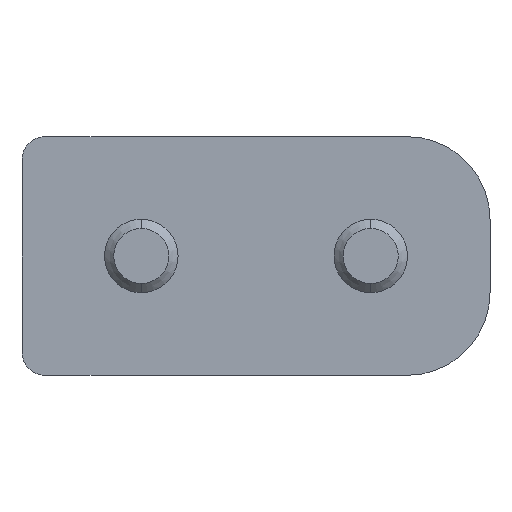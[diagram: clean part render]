
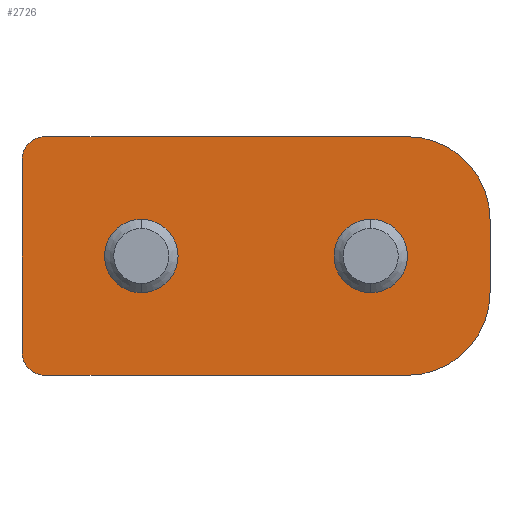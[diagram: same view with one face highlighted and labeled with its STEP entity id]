
A CAD part, front view. The second image highlights one B-rep face of the part: STEP entity #2726.
In plain terms, the highlighted planar face has unit normal (0, -1, 0).
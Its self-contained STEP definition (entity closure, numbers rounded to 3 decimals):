
#117 = CARTESIAN_POINT ( 'NONE',  ( 3.3, 0., 0.8 ) ) ;
#528 = DIRECTION ( 'NONE',  ( 0., 0., -1. ) ) ;
#549 = LINE ( 'NONE', #4431, #9195 ) ;
#581 = DIRECTION ( 'NONE',  ( 0., 0., -1. ) ) ;
#651 = CIRCLE ( 'NONE', #1887, 0.5 ) ;
#735 = CARTESIAN_POINT ( 'NONE',  ( 2.5, 0., 0. ) ) ;
#812 = CARTESIAN_POINT ( 'NONE',  ( 5.1, 0., -2.6 ) ) ;
#1240 = AXIS2_PLACEMENT_3D ( 'NONE', #6090, #4013, #3046 ) ;
#1285 = DIRECTION ( 'NONE',  ( 0., 0., -1. ) ) ;
#1463 = CARTESIAN_POINT ( 'NONE',  ( -5.1, 0., 2.6 ) ) ;
#1554 = DIRECTION ( 'NONE',  ( 0., -1., 0. ) ) ;
#1649 = AXIS2_PLACEMENT_3D ( 'NONE', #735, #1554, #7467 ) ;
#1708 = EDGE_CURVE ( 'NONE', #7592, #11253, #5649, .T. ) ;
#1778 = DIRECTION ( 'NONE',  ( 1., 0., 0. ) ) ;
#1887 = AXIS2_PLACEMENT_3D ( 'NONE', #8213, #4401, #10003 ) ;
#2036 = CARTESIAN_POINT ( 'NONE',  ( 2.5, 0., -0.8 ) ) ;
#2041 = CIRCLE ( 'NONE', #12196, 0.8 ) ;
#2144 = DIRECTION ( 'NONE',  ( 0., -1., 0. ) ) ;
#2208 = VERTEX_POINT ( 'NONE', #3446 ) ;
#2413 = PLANE ( 'NONE',  #8116 ) ;
#2726 = ADVANCED_FACE ( 'NONE', ( #10366, #7495, #11121 ), #2413, .T. ) ;
#2960 = CARTESIAN_POINT ( 'NONE',  ( 3.3, 0., -2.6 ) ) ;
#3016 = VERTEX_POINT ( 'NONE', #3347 ) ;
#3046 = DIRECTION ( 'NONE',  ( 0., 0., -1. ) ) ;
#3198 = EDGE_CURVE ( 'NONE', #2208, #8890, #2041, .T. ) ;
#3263 = AXIS2_PLACEMENT_3D ( 'NONE', #7525, #9252, #528 ) ;
#3347 = CARTESIAN_POINT ( 'NONE',  ( 2.5, 0., 0.8 ) ) ;
#3348 = VECTOR ( 'NONE', #1778, 1000. ) ;
#3439 = DIRECTION ( 'NONE',  ( 0., 0., 1. ) ) ;
#3446 = CARTESIAN_POINT ( 'NONE',  ( -2.5, 0., 0.8 ) ) ;
#3485 = CIRCLE ( 'NONE', #3263, 0.5 ) ;
#3492 = EDGE_CURVE ( 'NONE', #6949, #8970, #9144, .T. ) ;
#3538 = ORIENTED_EDGE ( 'NONE', *, *, #5776, .F. ) ;
#3708 = VECTOR ( 'NONE', #4694, 1000. ) ;
#3925 = EDGE_CURVE ( 'NONE', #3016, #10912, #6905, .T. ) ;
#3997 = DIRECTION ( 'NONE',  ( 0., 0., -1. ) ) ;
#4013 = DIRECTION ( 'NONE',  ( 0., -1., 0. ) ) ;
#4027 = CARTESIAN_POINT ( 'NONE',  ( -2.5, 0., -0.8 ) ) ;
#4089 = CIRCLE ( 'NONE', #1240, 0.8 ) ;
#4381 = DIRECTION ( 'NONE',  ( 0., -1., 0. ) ) ;
#4401 = DIRECTION ( 'NONE',  ( 0., -1., 0. ) ) ;
#4431 = CARTESIAN_POINT ( 'NONE',  ( -5.1, 0., -2.6 ) ) ;
#4605 = ORIENTED_EDGE ( 'NONE', *, *, #8652, .T. ) ;
#4694 = DIRECTION ( 'NONE',  ( 0., 0., -1. ) ) ;
#4744 = EDGE_CURVE ( 'NONE', #12367, #8970, #9540, .T. ) ;
#4849 = VERTEX_POINT ( 'NONE', #7142 ) ;
#5262 = ORIENTED_EDGE ( 'NONE', *, *, #8214, .T. ) ;
#5277 = CARTESIAN_POINT ( 'NONE',  ( 5.1, 0., -0.8 ) ) ;
#5443 = DIRECTION ( 'NONE',  ( -1., 0., 0. ) ) ;
#5545 = CARTESIAN_POINT ( 'NONE',  ( -5.1, 0., -2.1 ) ) ;
#5649 = LINE ( 'NONE', #9547, #3348 ) ;
#5773 = CARTESIAN_POINT ( 'NONE',  ( 3.3, 0., -0.8 ) ) ;
#5776 = EDGE_CURVE ( 'NONE', #6949, #4849, #549, .T. ) ;
#5808 = VECTOR ( 'NONE', #3439, 1000. ) ;
#6090 = CARTESIAN_POINT ( 'NONE',  ( -2.5, 0., 0. ) ) ;
#6253 = CARTESIAN_POINT ( 'NONE',  ( -5.1, 0., 2.1 ) ) ;
#6443 = ORIENTED_EDGE ( 'NONE', *, *, #1708, .F. ) ;
#6560 = ORIENTED_EDGE ( 'NONE', *, *, #3925, .F. ) ;
#6841 = CARTESIAN_POINT ( 'NONE',  ( 5.1, 0., 0.8 ) ) ;
#6905 = CIRCLE ( 'NONE', #1649, 0.8 ) ;
#6917 = DIRECTION ( 'NONE',  ( 0., -1., 0. ) ) ;
#6949 = VERTEX_POINT ( 'NONE', #2960 ) ;
#6980 = DIRECTION ( 'NONE',  ( 0., 0., -1. ) ) ;
#7071 = EDGE_CURVE ( 'NONE', #10912, #3016, #10223, .T. ) ;
#7117 = ORIENTED_EDGE ( 'NONE', *, *, #7071, .F. ) ;
#7142 = CARTESIAN_POINT ( 'NONE',  ( -4.6, 0., -2.6 ) ) ;
#7275 = ORIENTED_EDGE ( 'NONE', *, *, #3198, .F. ) ;
#7467 = DIRECTION ( 'NONE',  ( 0., 0., -1. ) ) ;
#7490 = ORIENTED_EDGE ( 'NONE', *, *, #4744, .F. ) ;
#7495 = FACE_BOUND ( 'NONE', #10693, .T. ) ;
#7525 = CARTESIAN_POINT ( 'NONE',  ( -4.6, 0., 2.1 ) ) ;
#7592 = VERTEX_POINT ( 'NONE', #8758 ) ;
#7657 = AXIS2_PLACEMENT_3D ( 'NONE', #117, #6917, #6980 ) ;
#7692 = CARTESIAN_POINT ( 'NONE',  ( 3.3, 0., 2.6 ) ) ;
#8022 = CARTESIAN_POINT ( 'NONE',  ( -2.5, 0., 0. ) ) ;
#8116 = AXIS2_PLACEMENT_3D ( 'NONE', #10168, #4381, #9730 ) ;
#8213 = CARTESIAN_POINT ( 'NONE',  ( -4.6, 0., -2.1 ) ) ;
#8214 = EDGE_CURVE ( 'NONE', #8337, #4849, #651, .T. ) ;
#8237 = EDGE_LOOP ( 'NONE', ( #6560, #7117 ) ) ;
#8337 = VERTEX_POINT ( 'NONE', #5545 ) ;
#8537 = AXIS2_PLACEMENT_3D ( 'NONE', #5773, #2144, #3997 ) ;
#8581 = EDGE_LOOP ( 'NONE', ( #9538, #5262, #3538, #12011, #7490, #10990, #6443, #4605 ) ) ;
#8652 = EDGE_CURVE ( 'NONE', #7592, #12445, #3485, .T. ) ;
#8758 = CARTESIAN_POINT ( 'NONE',  ( -4.6, 0., 2.6 ) ) ;
#8890 = VERTEX_POINT ( 'NONE', #4027 ) ;
#8970 = VERTEX_POINT ( 'NONE', #5277 ) ;
#9107 = EDGE_CURVE ( 'NONE', #8890, #2208, #4089, .T. ) ;
#9144 = CIRCLE ( 'NONE', #8537, 1.8 ) ;
#9157 = ORIENTED_EDGE ( 'NONE', *, *, #9107, .F. ) ;
#9195 = VECTOR ( 'NONE', #5443, 1000. ) ;
#9252 = DIRECTION ( 'NONE',  ( 0., -1., 0. ) ) ;
#9538 = ORIENTED_EDGE ( 'NONE', *, *, #11813, .F. ) ;
#9540 = LINE ( 'NONE', #812, #3708 ) ;
#9547 = CARTESIAN_POINT ( 'NONE',  ( 5.1, 0., 2.6 ) ) ;
#9730 = DIRECTION ( 'NONE',  ( 0., 0., -1. ) ) ;
#9787 = AXIS2_PLACEMENT_3D ( 'NONE', #10957, #12290, #581 ) ;
#10003 = DIRECTION ( 'NONE',  ( 0., 0., -1. ) ) ;
#10168 = CARTESIAN_POINT ( 'NONE',  ( 0., 0., 0. ) ) ;
#10223 = CIRCLE ( 'NONE', #9787, 0.8 ) ;
#10366 = FACE_BOUND ( 'NONE', #8237, .T. ) ;
#10693 = EDGE_LOOP ( 'NONE', ( #7275, #9157 ) ) ;
#10893 = DIRECTION ( 'NONE',  ( 0., -1., 0. ) ) ;
#10912 = VERTEX_POINT ( 'NONE', #2036 ) ;
#10947 = EDGE_CURVE ( 'NONE', #12367, #11253, #11716, .T. ) ;
#10957 = CARTESIAN_POINT ( 'NONE',  ( 2.5, 0., 0. ) ) ;
#10990 = ORIENTED_EDGE ( 'NONE', *, *, #10947, .T. ) ;
#11121 = FACE_OUTER_BOUND ( 'NONE', #8581, .T. ) ;
#11253 = VERTEX_POINT ( 'NONE', #7692 ) ;
#11260 = LINE ( 'NONE', #1463, #5808 ) ;
#11716 = CIRCLE ( 'NONE', #7657, 1.8 ) ;
#11813 = EDGE_CURVE ( 'NONE', #8337, #12445, #11260, .T. ) ;
#12011 = ORIENTED_EDGE ( 'NONE', *, *, #3492, .T. ) ;
#12196 = AXIS2_PLACEMENT_3D ( 'NONE', #8022, #10893, #1285 ) ;
#12290 = DIRECTION ( 'NONE',  ( 0., -1., 0. ) ) ;
#12367 = VERTEX_POINT ( 'NONE', #6841 ) ;
#12445 = VERTEX_POINT ( 'NONE', #6253 ) ;
